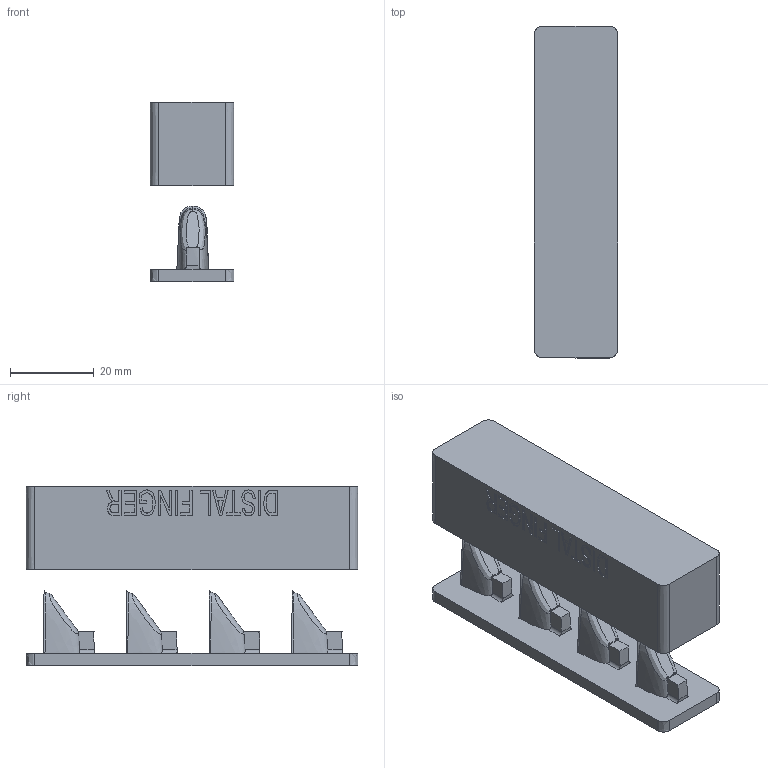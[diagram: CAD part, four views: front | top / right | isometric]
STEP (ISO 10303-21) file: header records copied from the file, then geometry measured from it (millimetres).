
FILE_DESCRIPTION(/* description */ (''),/* implementation_level */ '2;1');
FILE_NAME(/* name */ 'Finger_Distal_Mold.stp',/* time_stamp */ '2025-10-07T16:22:26-07:00',/* author */ (''),/* organization */ (''),/* preprocessor_version */ 'ST-DEVELOPER v20',/* originating_system */ 'SIEMENS PLM Software NX2412.6001',/* authorisation */ '');
FILE_SCHEMA (('AP203_CONFIGURATION_CONTROLLED_3D_DESIGN_OF_MECHANICAL_PARTS_AND_ASSEMBLIES_MIM_LF { 1 0 10303 403 2 1 2}'));
Length unit declared in the file: millimetre
Products named in the file (1): Finger_Distal_Mold_objects
Bounding box: 20 x 79.4 x 43 mm (x, y, z)
Volume: 31151.5 mm3; surface area: 14626 mm2
Topology: 2 solids, 2 shells, 250 faces, 709 edges, 478 vertices
Faces by surface type: plane 135, bspline 88, extrusion 15, cylinder 12
Entity records: 21950 total; most frequent: CARTESIAN_POINT 16747, ORIENTED_EDGE 1402, EDGE_CURVE 701, B_SPLINE_CURVE_WITH_KNOTS 549, VERTEX_POINT 478, DIRECTION 478, EDGE_LOOP 273, ADVANCED_FACE 250
